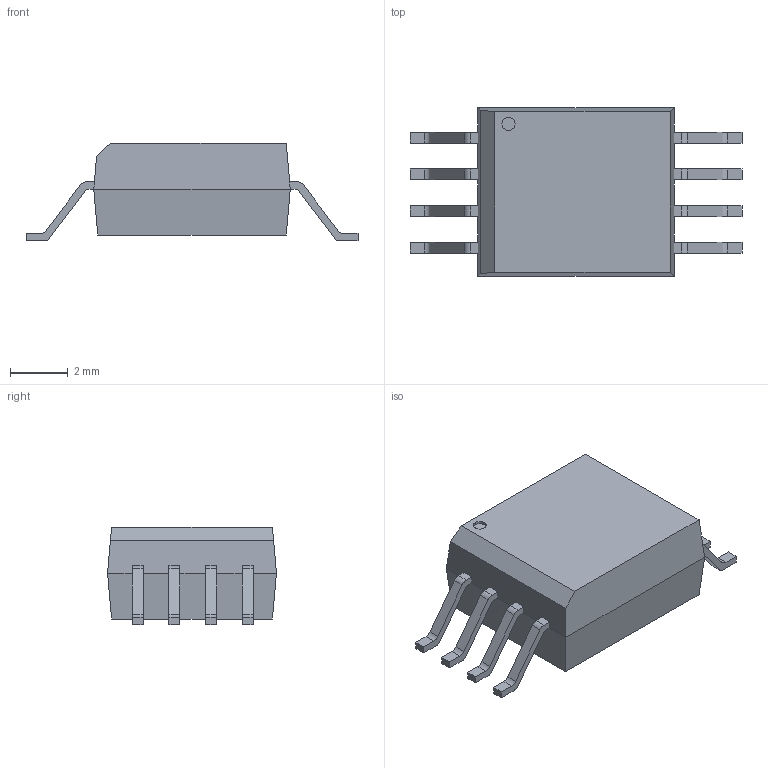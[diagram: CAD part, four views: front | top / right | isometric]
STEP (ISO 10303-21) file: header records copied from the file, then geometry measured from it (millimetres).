
FILE_DESCRIPTION(('FreeCAD Model'),'2;1');
FILE_NAME('User Library-SSO-014_sp.step', '2018-09-07T21:48:47',('kicad StepUp'),('ksu MCAD'), 'Open CASCADE STEP processor 6.8','FreeCAD','Unknown');
FILE_SCHEMA(('AUTOMOTIVE_DESIGN_CC2 { 1 2 10303 214 -1 1 5 4 }'));
Length unit declared in the file: millimetre
Products named in the file (1): User_Library-SSO-014_sp
Bounding box: 11.5 x 5.85 x 3.38 mm (x, y, z)
Volume: 123.1 mm3; surface area: 183.2 mm2
Topology: 1 solids, 1 shells, 118 faces, 325 edges, 210 vertices
Faces by surface type: plane 84, cylinder 34
Entity records: 4556 total; most frequent: CARTESIAN_POINT 654, ORIENTED_EDGE 650, DIRECTION 631, EDGE_CURVE 325, LINE 257, VECTOR 257, VERTEX_POINT 210, AXIS2_PLACEMENT_3D 187
